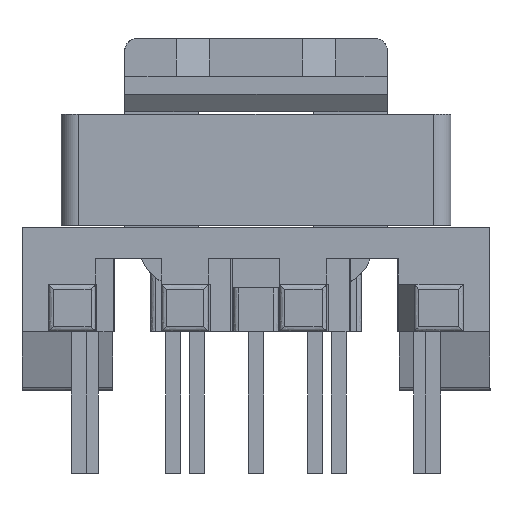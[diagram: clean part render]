
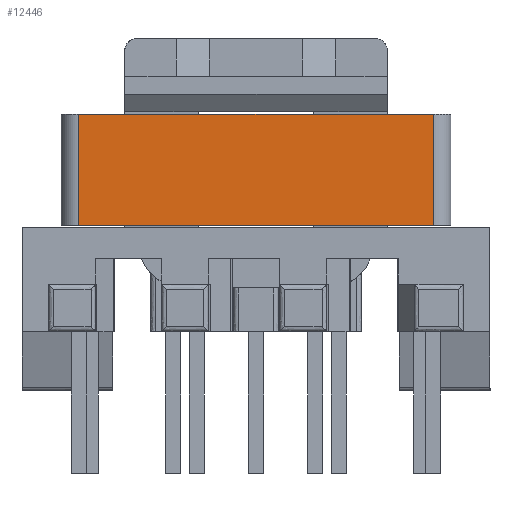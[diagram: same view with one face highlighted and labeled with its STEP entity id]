
A CAD part, front view. The second image highlights one B-rep face of the part: STEP entity #12446.
In plain terms, the highlighted free-form (B-spline) face has degree [1, 1] with [2, 2] control points.
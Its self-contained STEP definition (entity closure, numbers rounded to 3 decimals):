
#12187 = VERTEX_POINT('',#12188);
#12188 = CARTESIAN_POINT('',(-10.73,-12.089,
    3.362));
#12194 = EDGE_CURVE('',#12187,#12195,#12197,.T.);
#12195 = VERTEX_POINT('',#12196);
#12196 = CARTESIAN_POINT('',(10.73,-12.089,
    3.362));
#12197 = B_SPLINE_CURVE_WITH_KNOTS('',1,(#12198,#12199),.UNSPECIFIED.,
  .F.,.F.,(2,2),(0.,15.),.PIECEWISE_BEZIER_KNOTS.);
#12198 = CARTESIAN_POINT('',(-10.73,-12.089,
    3.362));
#12199 = CARTESIAN_POINT('',(10.73,-12.089,
    3.362));
#12309 = VERTEX_POINT('',#12310);
#12310 = CARTESIAN_POINT('',(-10.73,-12.089,
    -3.362));
#12346 = VERTEX_POINT('',#12347);
#12347 = CARTESIAN_POINT('',(10.73,-12.089,
    -3.362));
#12353 = EDGE_CURVE('',#12309,#12346,#12354,.T.);
#12354 = B_SPLINE_CURVE_WITH_KNOTS('',1,(#12355,#12356),.UNSPECIFIED.,
  .F.,.F.,(2,2),(0.,15.),.PIECEWISE_BEZIER_KNOTS.);
#12355 = CARTESIAN_POINT('',(-10.73,-12.089,
    -3.362));
#12356 = CARTESIAN_POINT('',(10.73,-12.089,
    -3.362));
#12429 = EDGE_CURVE('',#12187,#12309,#12430,.T.);
#12430 = B_SPLINE_CURVE_WITH_KNOTS('',1,(#12431,#12432),.UNSPECIFIED.,
  .F.,.F.,(2,2),(-0.,4.7),.PIECEWISE_BEZIER_KNOTS.);
#12431 = CARTESIAN_POINT('',(-10.73,-12.089,
    3.362));
#12432 = CARTESIAN_POINT('',(-10.73,-12.089,
    -3.362));
#12446 = ADVANCED_FACE('',(#12447),#12457,.F.);
#12447 = FACE_BOUND('',#12448,.T.);
#12448 = EDGE_LOOP('',(#12449,#12450,#12455,#12456));
#12449 = ORIENTED_EDGE('',*,*,#12353,.T.);
#12450 = ORIENTED_EDGE('',*,*,#12451,.F.);
#12451 = EDGE_CURVE('',#12195,#12346,#12452,.T.);
#12452 = B_SPLINE_CURVE_WITH_KNOTS('',1,(#12453,#12454),.UNSPECIFIED.,
  .F.,.F.,(2,2),(-0.,4.7),.PIECEWISE_BEZIER_KNOTS.);
#12453 = CARTESIAN_POINT('',(10.73,-12.089,
    3.362));
#12454 = CARTESIAN_POINT('',(10.73,-12.089,
    -3.362));
#12455 = ORIENTED_EDGE('',*,*,#12194,.F.);
#12456 = ORIENTED_EDGE('',*,*,#12429,.T.);
#12457 = B_SPLINE_SURFACE_WITH_KNOTS('',1,1,(
    (#12458,#12459)
    ,(#12460,#12461
    )),.UNSPECIFIED.,.F.,.F.,.F.,(2,2),(2,2),(-4.7,0.),(0.,15.),
  .PIECEWISE_BEZIER_KNOTS.);
#12458 = CARTESIAN_POINT('',(-10.73,-12.089,
    -3.362));
#12459 = CARTESIAN_POINT('',(10.73,-12.089,
    -3.362));
#12460 = CARTESIAN_POINT('',(-10.73,-12.089,
    3.362));
#12461 = CARTESIAN_POINT('',(10.73,-12.089,
    3.362));
